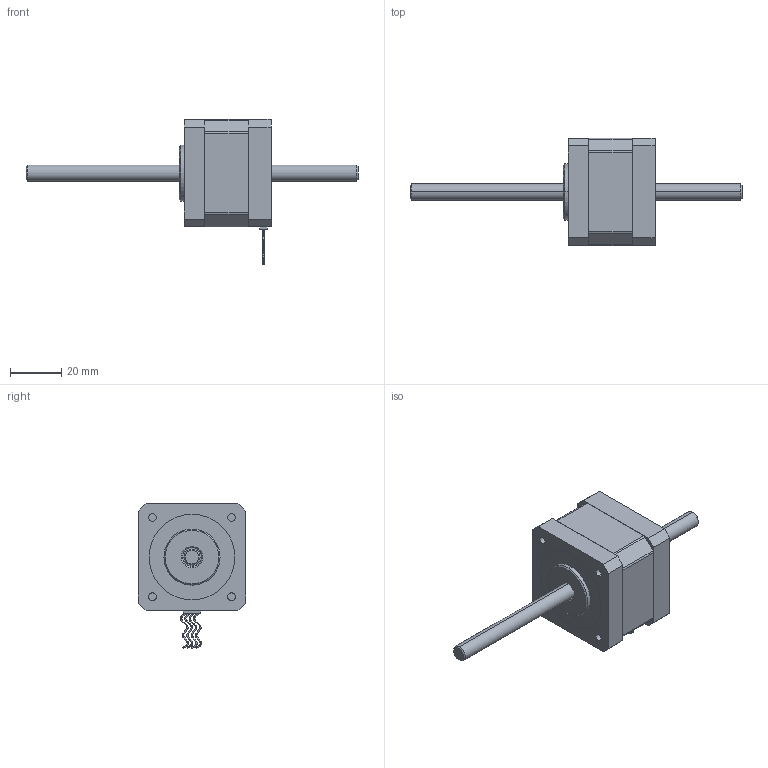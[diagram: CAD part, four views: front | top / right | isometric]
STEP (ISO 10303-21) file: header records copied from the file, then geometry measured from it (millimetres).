
FILE_DESCRIPTION (( 'STEP AP214' ), '1' );
FILE_NAME ('42HZ1315M6B2.STEP', '2023-02-20T02:00:06', ( 'Windows 蚚誧' ), ( 'Organization' ), 'SwSTEP 2.0', 'SolidWorks 2021', '' );
FILE_SCHEMA (( 'AUTOMOTIVE_DESIGN' ));
Length unit declared in the file: millimetre
Products named in the file (1): 42HZ1315M6B2
Bounding box: 130 x 42 x 56.79 mm (x, y, z)
Volume: 62193 mm3; surface area: 19329.2 mm2
Topology: 4 solids, 4 shells, 196 faces, 482 edges, 316 vertices
Faces by surface type: plane 126, cylinder 46, cone 8, bspline 8, torus 8
Entity records: 7954 total; most frequent: CARTESIAN_POINT 2875, ORIENTED_EDGE 964, DIRECTION 928, EDGE_CURVE 482, AXIS2_PLACEMENT_3D 329, VERTEX_POINT 316, VECTOR 270, LINE 270
